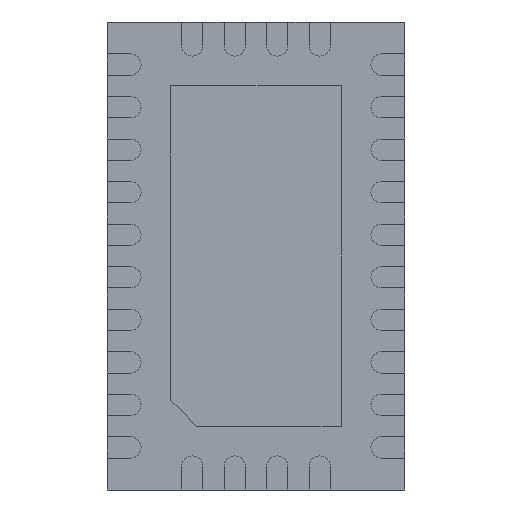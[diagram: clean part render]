
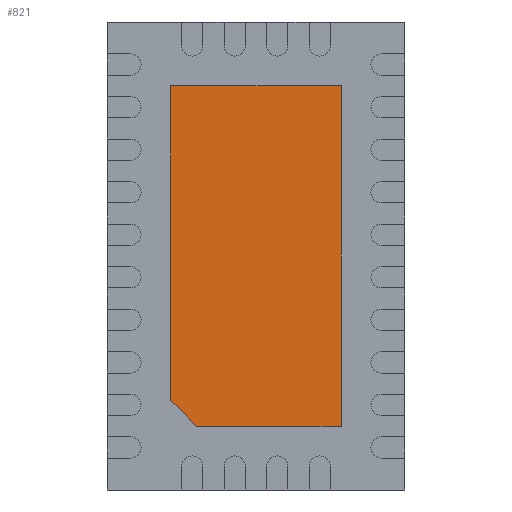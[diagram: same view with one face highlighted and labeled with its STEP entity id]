
A CAD part, front view. The second image highlights one B-rep face of the part: STEP entity #821.
In plain terms, the highlighted planar face has unit normal (0, -1, 0).
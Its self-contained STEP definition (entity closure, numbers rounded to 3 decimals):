
#433 = PLANE ( 'NONE',  #677 ) ;
#506 = CARTESIAN_POINT ( 'NONE',  ( 1., 0., -2. ) ) ;
#677 = AXIS2_PLACEMENT_3D ( 'NONE', #9072, #1946, #6853 ) ;
#821 = ADVANCED_FACE ( 'NONE', ( #9028 ), #433, .T. ) ;
#827 = ORIENTED_EDGE ( 'NONE', *, *, #1787, .T. ) ;
#874 = DIRECTION ( 'NONE',  ( 1., 0., 0. ) ) ;
#876 = DIRECTION ( 'NONE',  ( 0., 0., 1. ) ) ;
#942 = VECTOR ( 'NONE', #874, 1000. ) ;
#1615 = CARTESIAN_POINT ( 'NONE',  ( -1., 0., -1.7 ) ) ;
#1618 = VECTOR ( 'NONE', #9283, 1000. ) ;
#1787 = EDGE_CURVE ( 'NONE', #7838, #2822, #3610, .T. ) ;
#1935 = LINE ( 'NONE', #2569, #2369 ) ;
#1946 = DIRECTION ( 'NONE',  ( 0., -1., 0. ) ) ;
#2369 = VECTOR ( 'NONE', #8533, 1000. ) ;
#2427 = LINE ( 'NONE', #1615, #3369 ) ;
#2569 = CARTESIAN_POINT ( 'NONE',  ( -1., 0., 2. ) ) ;
#2822 = VERTEX_POINT ( 'NONE', #506 ) ;
#2905 = EDGE_CURVE ( 'NONE', #2822, #6723, #6585, .T. ) ;
#3124 = EDGE_CURVE ( 'NONE', #5325, #8275, #5615, .T. ) ;
#3260 = CARTESIAN_POINT ( 'NONE',  ( -0.7, 0., -2. ) ) ;
#3369 = VECTOR ( 'NONE', #3826, 1000. ) ;
#3535 = ORIENTED_EDGE ( 'NONE', *, *, #3124, .T. ) ;
#3610 = LINE ( 'NONE', #5230, #942 ) ;
#3826 = DIRECTION ( 'NONE',  ( 0.707, 0., -0.707 ) ) ;
#3855 = EDGE_LOOP ( 'NONE', ( #3535, #8468, #827, #5210, #7938 ) ) ;
#4912 = CARTESIAN_POINT ( 'NONE',  ( 1., 0., 2. ) ) ;
#5210 = ORIENTED_EDGE ( 'NONE', *, *, #2905, .T. ) ;
#5230 = CARTESIAN_POINT ( 'NONE',  ( -0.7, 0., -2. ) ) ;
#5325 = VERTEX_POINT ( 'NONE', #8315 ) ;
#5615 = LINE ( 'NONE', #7806, #1618 ) ;
#5850 = CARTESIAN_POINT ( 'NONE',  ( 1., 0., 2. ) ) ;
#5975 = CARTESIAN_POINT ( 'NONE',  ( -1., 0., -1.7 ) ) ;
#6409 = EDGE_CURVE ( 'NONE', #8275, #7838, #2427, .T. ) ;
#6585 = LINE ( 'NONE', #5850, #8092 ) ;
#6723 = VERTEX_POINT ( 'NONE', #4912 ) ;
#6853 = DIRECTION ( 'NONE',  ( 0., 0., -1. ) ) ;
#7806 = CARTESIAN_POINT ( 'NONE',  ( -1., 0., 2. ) ) ;
#7838 = VERTEX_POINT ( 'NONE', #3260 ) ;
#7938 = ORIENTED_EDGE ( 'NONE', *, *, #8369, .T. ) ;
#8092 = VECTOR ( 'NONE', #876, 1000. ) ;
#8275 = VERTEX_POINT ( 'NONE', #5975 ) ;
#8315 = CARTESIAN_POINT ( 'NONE',  ( -1., 0., 2. ) ) ;
#8369 = EDGE_CURVE ( 'NONE', #6723, #5325, #1935, .T. ) ;
#8468 = ORIENTED_EDGE ( 'NONE', *, *, #6409, .T. ) ;
#8533 = DIRECTION ( 'NONE',  ( -1., 0., 0. ) ) ;
#9028 = FACE_OUTER_BOUND ( 'NONE', #3855, .T. ) ;
#9072 = CARTESIAN_POINT ( 'NONE',  ( 0., 0., 0. ) ) ;
#9283 = DIRECTION ( 'NONE',  ( 0., 0., -1. ) ) ;
